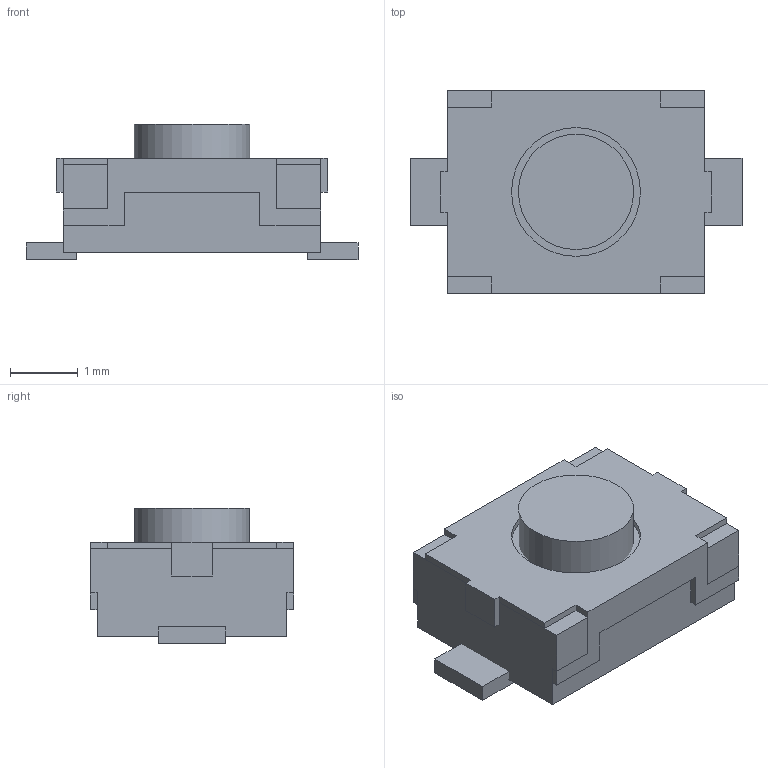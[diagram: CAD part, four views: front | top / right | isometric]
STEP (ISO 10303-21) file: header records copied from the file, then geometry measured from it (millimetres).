
FILE_DESCRIPTION(/* description */ (''),/* implementation_level */ '2;1');
FILE_NAME(/* name */ '4mm_switch.stp',/* time_stamp */ '2024-01-06T18:26:52+01:00',/* author */ (''),/* organization */ (''),/* preprocessor_version */ 'ST-DEVELOPER v15.2',/* originating_system */ 'Autodesk Translator Framework v2.0.0.5431',/* authorisation */ '');
FILE_SCHEMA (('AUTOMOTIVE_DESIGN { 1 0 10303 214 3 1 1 }'));
Length unit declared in the file: centimetre
Products named in the file (1): 4mm_switch
Bounding box: 4.9 x 3 x 2 mm (x, y, z)
Volume: 17.2 mm3; surface area: 79.3 mm2
Topology: 5 solids, 5 shells, 80 faces, 207 edges, 137 vertices
Faces by surface type: plane 78, cylinder 2
Full cylindrical faces by diameter (mm): 1.7 x1, 1.9 x1
Entity records: 2405 total; most frequent: CARTESIAN_POINT 421, ORIENTED_EDGE 408, DIRECTION 370, EDGE_CURVE 204, LINE 200, VECTOR 200, VERTEX_POINT 136, AXIS2_PLACEMENT_3D 85
